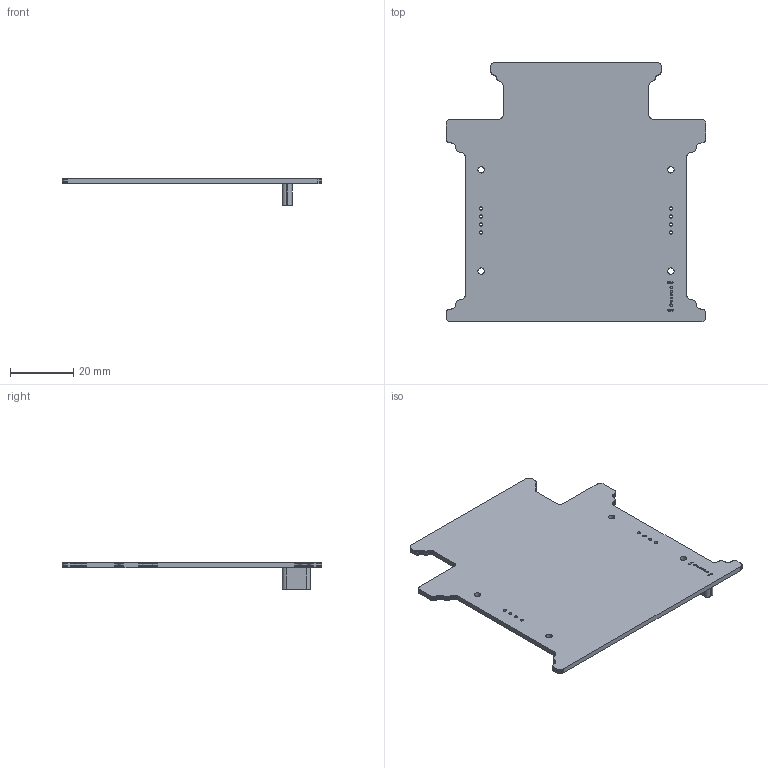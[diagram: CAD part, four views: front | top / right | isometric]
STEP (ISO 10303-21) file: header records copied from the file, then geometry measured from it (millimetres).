
FILE_DESCRIPTION(('KiCad electronic assembly'),'2;1');
FILE_NAME('Middle.step','2023-11-04T19:10:15',('Pcbnew'),('Kicad'), 'Open CASCADE STEP processor 7.7','KiCad to STEP converter','Unknown' );
FILE_SCHEMA(('AUTOMOTIVE_DESIGN { 1 0 10303 214 1 1 1 1 }'));
Length unit declared in the file: millimetre
Products named in the file (4): Middle 1; footprint_test-v2; SOLID; Middle PCB
Assembly tree (3 placements, depth 3):
  Middle 1
    footprint_test-v2
      SOLID
    Middle PCB
Bounding box: 82 x 82 x 8.43 mm (x, y, z)
Volume: 8871.6 mm3; surface area: 11877.7 mm2
Topology: 2 solids, 2 shells, 430 faces, 1260 edges, 840 vertices
Faces by surface type: plane 408, cylinder 22
Full cylindrical faces by diameter (mm): 0.6 x2, 0.65 x2, 0.8 x2, 1 x8, 2 x4
Entity records: 30678 total; most frequent: CARTESIAN_POINT 5282, DIRECTION 4656, LINE 3688, VECTOR 3688, ORIENTED_EDGE 2520, PCURVE 2520, DEFINITIONAL_REPRESENTATION 2520, EDGE_CURVE 1260
